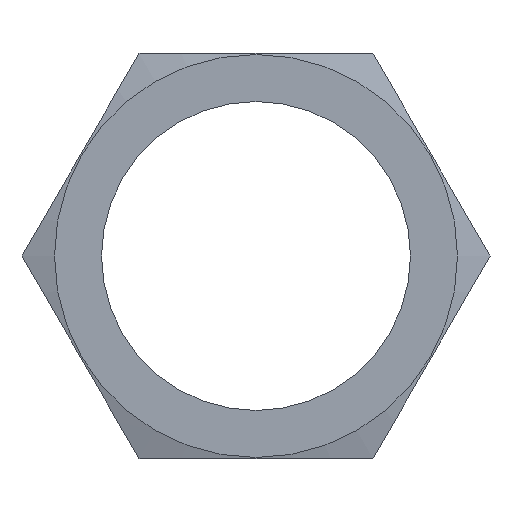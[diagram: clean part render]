
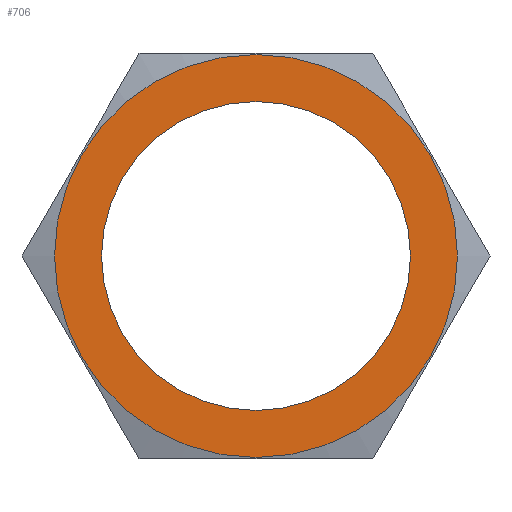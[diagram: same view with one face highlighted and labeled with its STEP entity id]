
A CAD part, left-side view. The second image highlights one B-rep face of the part: STEP entity #706.
In plain terms, the highlighted planar face has unit normal (-1, 0, 0).
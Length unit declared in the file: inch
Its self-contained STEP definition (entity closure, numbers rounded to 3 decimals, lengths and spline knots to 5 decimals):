
#17=FACE_BOUND('',#130,.T.);
#47=PLANE('',#786);
#89=FACE_OUTER_BOUND('',#129,.T.);
#129=EDGE_LOOP('',(#649,#650));
#130=EDGE_LOOP('',(#651,#652));
#153=CIRCLE('',#776,1.7875);
#154=CIRCLE('',#777,1.7875);
#157=CIRCLE('',#784,1.37);
#158=CIRCLE('',#785,1.37);
#320=VERTEX_POINT('',#4590);
#321=VERTEX_POINT('',#4592);
#324=VERTEX_POINT('',#4604);
#325=VERTEX_POINT('',#4606);
#427=EDGE_CURVE('',#320,#321,#153,.T.);
#428=EDGE_CURVE('',#321,#320,#154,.T.);
#433=EDGE_CURVE('',#325,#324,#157,.T.);
#434=EDGE_CURVE('',#324,#325,#158,.T.);
#649=ORIENTED_EDGE('',*,*,#428,.F.);
#650=ORIENTED_EDGE('',*,*,#427,.F.);
#651=ORIENTED_EDGE('',*,*,#433,.T.);
#652=ORIENTED_EDGE('',*,*,#434,.T.);
#706=ADVANCED_FACE('',(#89,#17),#47,.T.);
#776=AXIS2_PLACEMENT_3D('',#4593,#909,#910);
#777=AXIS2_PLACEMENT_3D('',#4594,#911,#912);
#784=AXIS2_PLACEMENT_3D('',#4607,#927,#928);
#785=AXIS2_PLACEMENT_3D('',#4608,#929,#930);
#786=AXIS2_PLACEMENT_3D('',#4609,#931,#932);
#909=DIRECTION('center_axis',(1.,0.,0.));
#910=DIRECTION('ref_axis',(0.,1.,0.));
#911=DIRECTION('center_axis',(1.,0.,0.));
#912=DIRECTION('ref_axis',(0.,1.,0.));
#927=DIRECTION('center_axis',(1.,0.,0.));
#928=DIRECTION('ref_axis',(0.,1.,0.));
#929=DIRECTION('center_axis',(1.,0.,0.));
#930=DIRECTION('ref_axis',(0.,1.,0.));
#931=DIRECTION('center_axis',(-1.,0.,0.));
#932=DIRECTION('ref_axis',(0.,0.,1.));
#4590=CARTESIAN_POINT('',(0.,-1.7875,0.));
#4592=CARTESIAN_POINT('',(0.,1.7875,0.));
#4593=CARTESIAN_POINT('Origin',(0.,0.,0.));
#4594=CARTESIAN_POINT('Origin',(0.,0.,0.));
#4604=CARTESIAN_POINT('',(0.,-1.37,0.));
#4606=CARTESIAN_POINT('',(0.,1.37,0.));
#4607=CARTESIAN_POINT('Origin',(0.,0.,0.));
#4608=CARTESIAN_POINT('Origin',(0.,0.,0.));
#4609=CARTESIAN_POINT('Origin',(0.,1.57875,0.));
